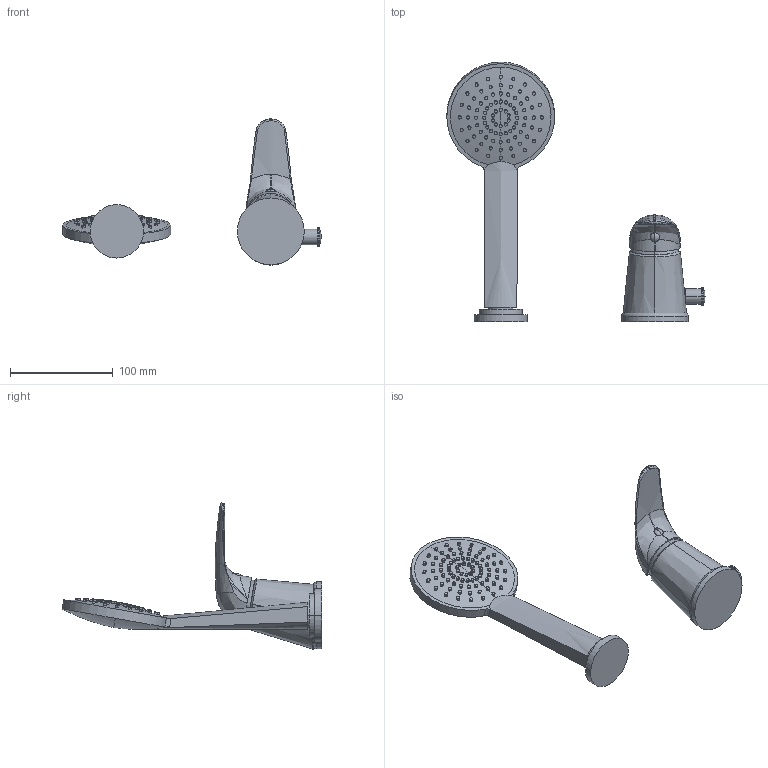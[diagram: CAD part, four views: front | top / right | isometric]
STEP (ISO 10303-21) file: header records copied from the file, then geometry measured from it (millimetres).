
FILE_DESCRIPTION((''),'2;1');
FILE_NAME('DU041CR','2021-11-09T13:39:49',('ut3'),('PAFFONI SpA'),'CREO PARAMETRIC BY PTC INC, 2020044','CREO PARAMETRIC BY PTC INC, 2020044','');
FILE_SCHEMA(('CONFIG_CONTROL_DESIGN','SHAPE_APPEARANCE_LAYERS_GROUPS'));
Products named in the file (1): DU041CR
Bounding box: 251.5 x 252.7 x 142.23 mm (x, y, z)
Volume: 473012.7 mm3; surface area: 75503.6 mm2
Topology: 2 solids, 2 shells, 407 faces, 901 edges, 582 vertices
Faces by surface type: cylinder 221, sphere 98, bspline 41, plane 31, torus 10, cone 6
Entity records: 34607 total; most frequent: CARTESIAN_POINT 23566, ORIENTED_EDGE 1786, DIRECTION 1286, EDGE_CURVE 893, VERTEX_POINT 582, AXIS2_PLACEMENT_3D 510, EDGE_LOOP 499, B_SPLINE_CURVE_WITH_KNOTS 483
